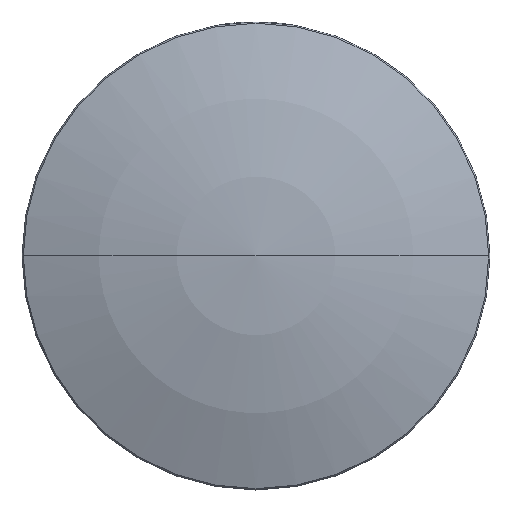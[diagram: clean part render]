
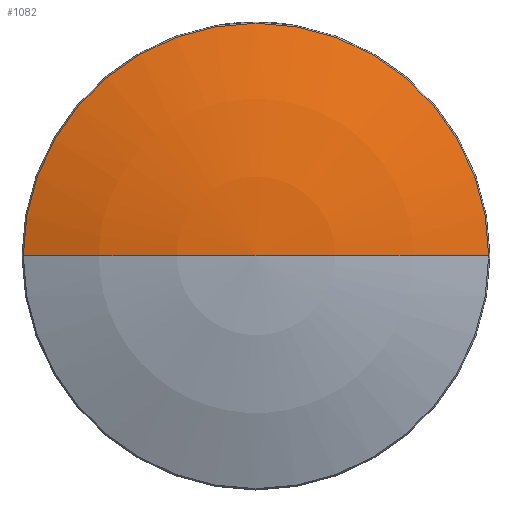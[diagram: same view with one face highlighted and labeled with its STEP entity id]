
A CAD part, top view. The second image highlights one B-rep face of the part: STEP entity #1082.
In plain terms, the highlighted toroidal (fillet/blend) face has major radius 0.011 mm and minor radius 69.01 mm.
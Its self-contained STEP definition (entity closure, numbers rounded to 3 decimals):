
#3 = FACE_OUTER_BOUND ( 'NONE', #281, .T. ) ;
#39 = DIRECTION ( 'NONE',  ( -1., 0., 0. ) ) ;
#70 = CARTESIAN_POINT ( 'NONE',  ( -25.261, 0., -0.865 ) ) ;
#80 = VERTEX_POINT ( 'NONE', #70 ) ;
#278 = DIRECTION ( 'NONE',  ( 0., -1., 0. ) ) ;
#281 = EDGE_LOOP ( 'NONE', ( #467, #1845, #1724 ) ) ;
#317 = DIRECTION ( 'NONE',  ( 0., 1., 0. ) ) ;
#404 = EDGE_CURVE ( 'NONE', #80, #1665, #1046, .T. ) ;
#407 = AXIS2_PLACEMENT_3D ( 'NONE', #1507, #1483, #39 ) ;
#455 = EDGE_CURVE ( 'NONE', #479, #1665, #1100, .T. ) ;
#467 = ORIENTED_EDGE ( 'NONE', *, *, #1471, .T. ) ;
#479 = VERTEX_POINT ( 'NONE', #1646 ) ;
#482 = AXIS2_PLACEMENT_3D ( 'NONE', #1163, #278, #581 ) ;
#531 = DIRECTION ( 'NONE',  ( 0., 0., 1. ) ) ;
#581 = DIRECTION ( 'NONE',  ( 0., 0., -1. ) ) ;
#635 = TOROIDAL_SURFACE ( 'NONE', #1454, 0.011, 69.01 ) ;
#920 = CIRCLE ( 'NONE', #407, 25.261 ) ;
#1046 = CIRCLE ( 'NONE', #1588, 69.01 ) ;
#1082 = ADVANCED_FACE ( 'NONE', ( #3 ), #635, .T. ) ;
#1100 = CIRCLE ( 'NONE', #482, 69.01 ) ;
#1163 = CARTESIAN_POINT ( 'NONE',  ( 0.011, 0., -65.09 ) ) ;
#1454 = AXIS2_PLACEMENT_3D ( 'NONE', #1842, #531, #1541 ) ;
#1471 = EDGE_CURVE ( 'NONE', #479, #80, #920, .T. ) ;
#1480 = DIRECTION ( 'NONE',  ( -1., 0., 0. ) ) ;
#1483 = DIRECTION ( 'NONE',  ( 0., 0., 1. ) ) ;
#1484 = CARTESIAN_POINT ( 'NONE',  ( -0.011, 0., -65.09 ) ) ;
#1507 = CARTESIAN_POINT ( 'NONE',  ( 0., 0., -0.865 ) ) ;
#1541 = DIRECTION ( 'NONE',  ( 1., 0., 0. ) ) ;
#1588 = AXIS2_PLACEMENT_3D ( 'NONE', #1484, #317, #1480 ) ;
#1646 = CARTESIAN_POINT ( 'NONE',  ( 25.261, 0., -0.865 ) ) ;
#1665 = VERTEX_POINT ( 'NONE', #1683 ) ;
#1683 = CARTESIAN_POINT ( 'NONE',  ( 0., 0., 3.92 ) ) ;
#1724 = ORIENTED_EDGE ( 'NONE', *, *, #455, .F. ) ;
#1842 = CARTESIAN_POINT ( 'NONE',  ( 0., 0., -65.09 ) ) ;
#1845 = ORIENTED_EDGE ( 'NONE', *, *, #404, .T. ) ;
